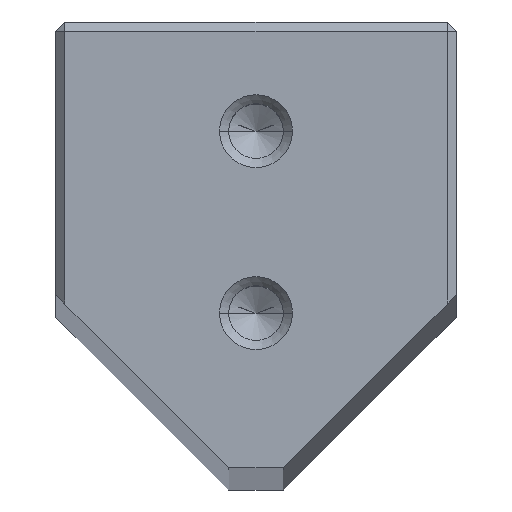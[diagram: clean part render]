
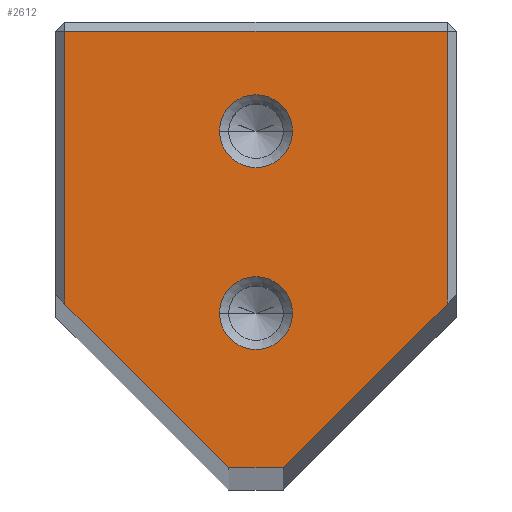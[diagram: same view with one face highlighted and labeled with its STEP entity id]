
A CAD part, top view. The second image highlights one B-rep face of the part: STEP entity #2612.
In plain terms, the highlighted planar face has unit normal (0, 0, 1).
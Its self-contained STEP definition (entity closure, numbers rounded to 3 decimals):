
#2612=ADVANCED_FACE('',(#3541,#3542,#3543),#2961,.T.);
#2961=PLANE('',#9369);
#3201=CIRCLE('',#9229,2.);
#3203=CIRCLE('',#9232,2.);
#3292=CIRCLE('',#9367,2.);
#3293=CIRCLE('',#9368,2.);
#3541=FACE_BOUND('',#3668,.T.);
#3542=FACE_BOUND('',#3669,.T.);
#3543=FACE_BOUND('',#3670,.T.);
#3668=EDGE_LOOP('',(#4538,#4539));
#3669=EDGE_LOOP('',(#4540,#4541));
#3670=EDGE_LOOP('',(#4542,#4543,#4544,#4545,#4546,#4547));
#4538=ORIENTED_EDGE('',*,*,#7023,.T.);
#4539=ORIENTED_EDGE('',*,*,#7200,.T.);
#4540=ORIENTED_EDGE('',*,*,#7019,.T.);
#4541=ORIENTED_EDGE('',*,*,#7201,.T.);
#4542=ORIENTED_EDGE('',*,*,#7178,.T.);
#4543=ORIENTED_EDGE('',*,*,#7202,.T.);
#4544=ORIENTED_EDGE('',*,*,#7203,.T.);
#4545=ORIENTED_EDGE('',*,*,#7204,.T.);
#4546=ORIENTED_EDGE('',*,*,#7184,.T.);
#4547=ORIENTED_EDGE('',*,*,#7180,.T.);
#6339=VERTEX_POINT('',#12009);
#6340=VERTEX_POINT('',#12011);
#6343=VERTEX_POINT('',#12018);
#6344=VERTEX_POINT('',#12020);
#6455=VERTEX_POINT('',#12326);
#6456=VERTEX_POINT('',#12328);
#6457=VERTEX_POINT('',#12332);
#6460=VERTEX_POINT('',#12340);
#6467=VERTEX_POINT('',#12368);
#6468=VERTEX_POINT('',#12370);
#7019=EDGE_CURVE('',#6340,#6339,#3201,.T.);
#7023=EDGE_CURVE('',#6344,#6343,#3203,.T.);
#7178=EDGE_CURVE('',#6456,#6455,#8023,.T.);
#7180=EDGE_CURVE('',#6457,#6456,#8025,.T.);
#7184=EDGE_CURVE('',#6460,#6457,#8029,.T.);
#7200=EDGE_CURVE('',#6343,#6344,#3292,.T.);
#7201=EDGE_CURVE('',#6339,#6340,#3293,.T.);
#7202=EDGE_CURVE('',#6455,#6467,#8038,.T.);
#7203=EDGE_CURVE('',#6467,#6468,#8039,.T.);
#7204=EDGE_CURVE('',#6468,#6460,#8040,.T.);
#8023=LINE('',#12327,#8733);
#8025=LINE('',#12331,#8735);
#8029=LINE('',#12339,#8739);
#8038=LINE('',#12367,#8748);
#8039=LINE('',#12369,#8749);
#8040=LINE('',#12371,#8750);
#8733=VECTOR('',#10196,1.);
#8735=VECTOR('',#10200,1.);
#8739=VECTOR('',#10206,1.);
#8748=VECTOR('',#10239,1.);
#8749=VECTOR('',#10240,1.);
#8750=VECTOR('',#10241,1.);
#9229=AXIS2_PLACEMENT_3D('',#12010,#9869,#9870);
#9232=AXIS2_PLACEMENT_3D('',#12019,#9877,#9878);
#9367=AXIS2_PLACEMENT_3D('',#12365,#10235,#10236);
#9368=AXIS2_PLACEMENT_3D('',#12366,#10237,#10238);
#9369=AXIS2_PLACEMENT_3D('',#12372,#10242,#10243);
#9869=DIRECTION('',(0.,0.,-1.));
#9870=DIRECTION('',(1.,0.,0.));
#9877=DIRECTION('',(0.,0.,-1.));
#9878=DIRECTION('',(1.,0.,0.));
#10196=DIRECTION('',(0.707,0.707,0.));
#10200=DIRECTION('',(1.,0.,0.));
#10206=DIRECTION('',(0.707,-0.707,0.));
#10235=DIRECTION('',(0.,0.,-1.));
#10236=DIRECTION('',(1.,0.,0.));
#10237=DIRECTION('',(0.,0.,-1.));
#10238=DIRECTION('',(1.,0.,0.));
#10239=DIRECTION('',(0.,1.,0.));
#10240=DIRECTION('',(-1.,0.,0.));
#10241=DIRECTION('',(0.,-1.,0.));
#10242=DIRECTION('',(0.,0.,1.));
#10243=DIRECTION('',(1.,0.,0.));
#12009=CARTESIAN_POINT('',(-2.,38.,0.));
#12010=CARTESIAN_POINT('',(0.,38.,0.));
#12011=CARTESIAN_POINT('',(2.,38.,0.));
#12018=CARTESIAN_POINT('',(-2.,28.,0.));
#12019=CARTESIAN_POINT('',(0.,28.,0.));
#12020=CARTESIAN_POINT('',(2.,28.,0.));
#12326=CARTESIAN_POINT('',(10.5,28.5,0.));
#12327=CARTESIAN_POINT('',(1.5,19.5,0.));
#12328=CARTESIAN_POINT('',(1.5,19.5,0.));
#12331=CARTESIAN_POINT('',(-1.5,19.5,0.));
#12332=CARTESIAN_POINT('',(-1.5,19.5,0.));
#12339=CARTESIAN_POINT('',(-1.5,19.5,0.));
#12340=CARTESIAN_POINT('',(-10.5,28.5,0.));
#12365=CARTESIAN_POINT('',(0.,28.,0.));
#12366=CARTESIAN_POINT('',(0.,38.,0.));
#12367=CARTESIAN_POINT('',(10.5,18.,0.));
#12368=CARTESIAN_POINT('',(10.5,43.5,0.));
#12369=CARTESIAN_POINT('',(0.,43.5,0.));
#12370=CARTESIAN_POINT('',(-10.5,43.5,0.));
#12371=CARTESIAN_POINT('',(-10.5,18.,0.));
#12372=CARTESIAN_POINT('',(0.,18.,0.));
